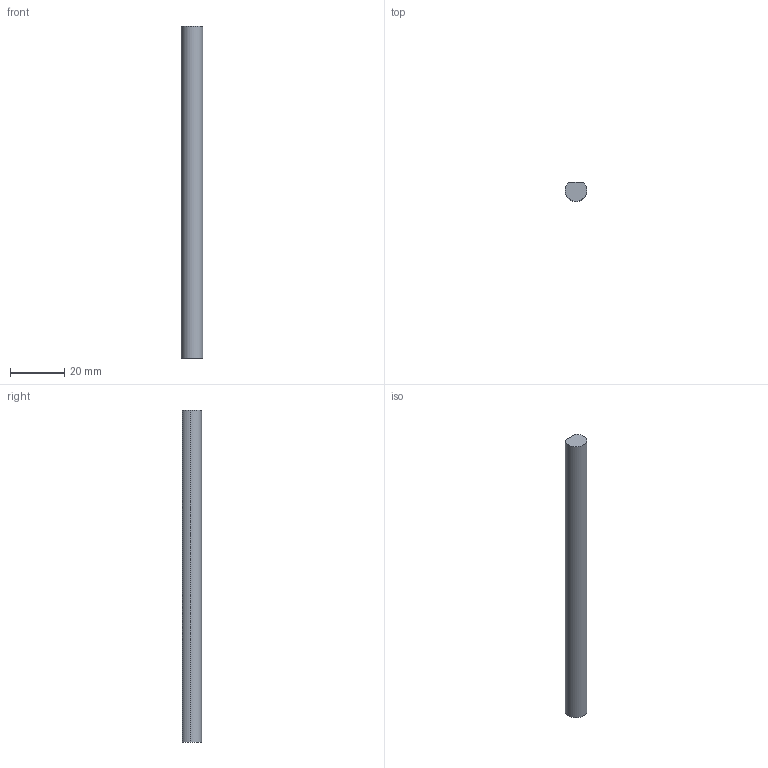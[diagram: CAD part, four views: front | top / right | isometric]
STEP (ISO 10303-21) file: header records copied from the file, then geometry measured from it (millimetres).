
FILE_DESCRIPTION (( 'STEP AP203' ), '1' );
FILE_NAME ('motor axle_Default_sldprt.STEP', '2018-09-25T09:43:28', ( '' ), ( '' ), 'SwSTEP 2.0', 'SolidWorks 2017', '' );
FILE_SCHEMA (( 'CONFIG_CONTROL_DESIGN' ));
Length unit declared in the file: millimetre
Products named in the file (1): motor axle_Default_sldprt
Bounding box: 8 x 7 x 122 mm (x, y, z)
Volume: 5690 mm3; surface area: 3099.6 mm2
Topology: 1 solids, 1 shells, 6 faces, 12 edges, 8 vertices
Faces by surface type: cylinder 3, plane 3
Entity records: 239 total; most frequent: DIRECTION 32, CARTESIAN_POINT 27, ORIENTED_EDGE 24, AXIS2_PLACEMENT_3D 13, EDGE_CURVE 12, PERSON_AND_ORGANIZATION 8, VERTEX_POINT 8, ADVANCED_FACE 6
